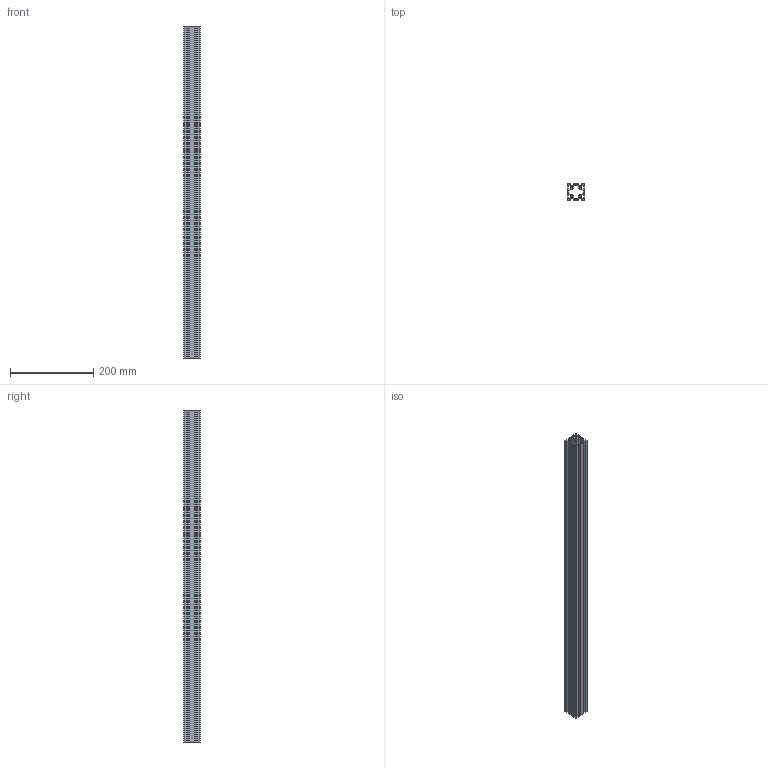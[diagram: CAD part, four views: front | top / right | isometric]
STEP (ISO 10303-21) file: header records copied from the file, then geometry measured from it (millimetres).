
FILE_DESCRIPTION( ( 'STEP AP203' ), ' ' );
FILE_NAME( 'NFS5-4040-800.stp', '2018-04-08T04:29:52', ( '' ), ( '' ), ' ', 'PARTsolutions', ' ' );
FILE_SCHEMA( ( 'CONFIG_CONTROL_DESIGN' ) );
Length unit declared in the file: millimetre
Products named in the file (1): _NFS5-4040-800
Bounding box: 40 x 40 x 800 mm (x, y, z)
Volume: 383302.8 mm3; surface area: 392400.7 mm2
Topology: 1 solids, 1 shells, 186 faces, 552 edges, 368 vertices
Faces by surface type: plane 162, cylinder 24
Entity records: 6192 total; most frequent: CARTESIAN_POINT 1107, ORIENTED_EDGE 1104, DIRECTION 974, EDGE_CURVE 552, LINE 504, VECTOR 504, VERTEX_POINT 368, AXIS2_PLACEMENT_3D 235
